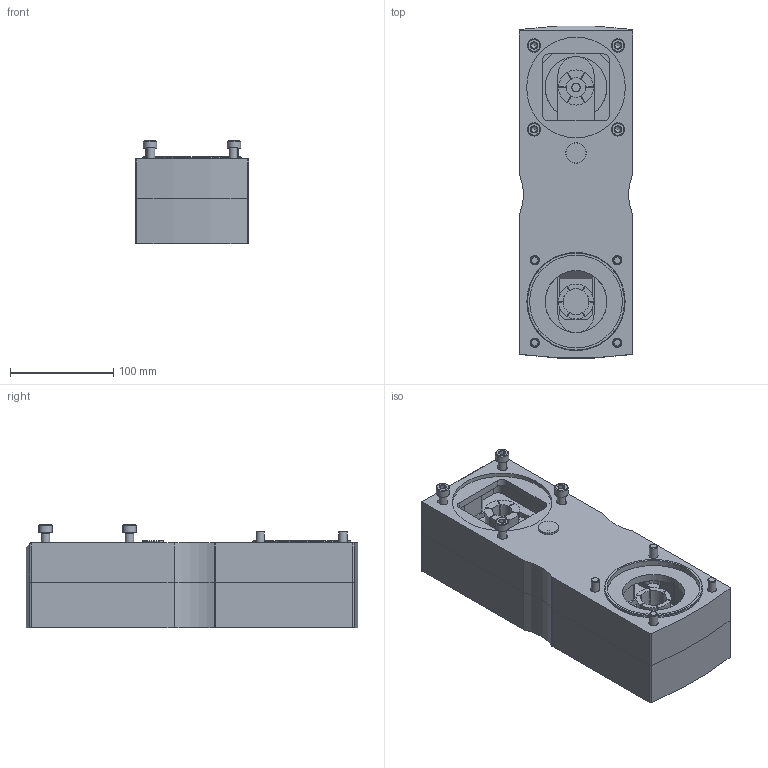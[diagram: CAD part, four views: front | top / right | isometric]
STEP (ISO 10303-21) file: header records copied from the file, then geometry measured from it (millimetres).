
FILE_DESCRIPTION(/* description */ ('STEP AP214'),/* implementation_level */ '2;1');
FILE_NAME(/* name */ '1220656_EAMM-U-110-S95-100A-207',/* time_stamp */ '2024-08-27T06:20:43+02:00',/* author */ ('License CC BY-ND 4.0'),/* organization */ ('CADENAS'),/* preprocessor_version */ 'ST-DEVELOPER v19.3',/* originating_system */ 'PARTsolutions',/* authorisation */ ' ');
FILE_SCHEMA (('AUTOMOTIVE_DESIGN {1 0 10303 214 3 1 1}'));
Length unit declared in the file: millimetre
Products named in the file (13): 1220656 EAMM-U-110-S95-100A-207; 1220388 EAMM-U-110-S95-100A-207---(UT); 1220680 EAMM-U-110-...-322---(OT); ISO-4762 M8x50; DIN 557 - M8; DIN-912 - M8x16(F); 558033 EAML-95-5,8-95; ISO-4762 M8x25; 2429559 EAMH-110-19-C34; 1354107 EAMH-110-25-C34-P; 1291803 EAMG-U1-110---(GL); DIN-912 - M8x40(F); 706368 GPN
Assembly tree (26 placements, depth 2):
  1220656 EAMM-U-110-S95-100A-207
    1220388 EAMM-U-110-S95-100A-207---(UT)
    1220680 EAMM-U-110-...-322---(OT)
    ISO-4762 M8x50  x5
    DIN 557 - M8  x4
    DIN-912 - M8x16(F)  x4
    558033 EAML-95-5,8-95
    ISO-4762 M8x25  x4
    2429559 EAMH-110-19-C34
    1354107 EAMH-110-25-C34-P
    1291803 EAMG-U1-110---(GL)
    DIN-912 - M8x40(F)  x2
    706368 GPN
Bounding box: 110 x 321.66 x 100 mm (x, y, z)
Volume: 1834263.4 mm3; surface area: 338298.6 mm2
Topology: 26 solids, 26 shells, 900 faces, 2152 edges, 1347 vertices
Faces by surface type: plane 452, cone 237, cylinder 186, torus 25
Full cylindrical faces by diameter (mm): 6.647 x13, 8 x17, 9 x9, 11.6 x1, 12 x1, 13 x15, 15 x9, 15.3 x1, 17 x1, 19 x1, 19.4 x1, 20 x3, 25 x3, 25.4 x1, 26 x2, 29 x1, 30 x2, 60 x1, 90 x1, 95 x1, 95.2 x1
Entity records: 16374 total; most frequent: CARTESIAN_POINT 3162, DIRECTION 2764, ORIENTED_EDGE 2454, EDGE_CURVE 1227, AXIS2_PLACEMENT_3D 1096, VERTEX_POINT 866, FACE_BOUND 757, EDGE_LOOP 744
